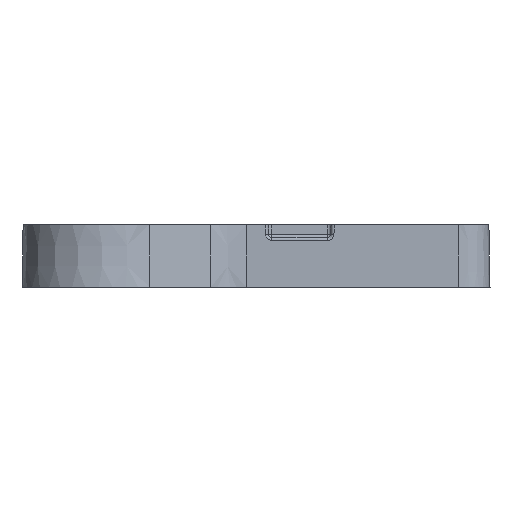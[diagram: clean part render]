
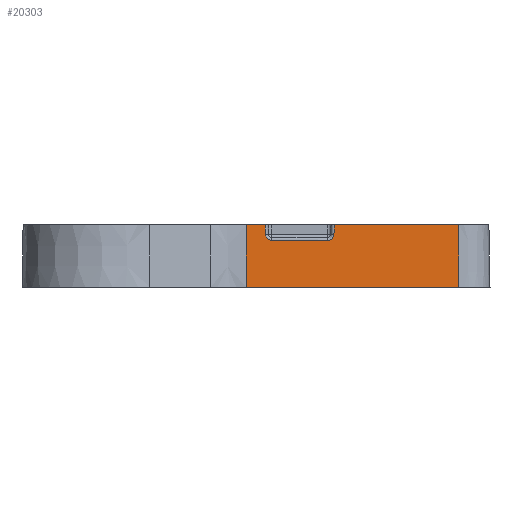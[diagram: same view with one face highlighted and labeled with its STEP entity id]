
A CAD part, front view. The second image highlights one B-rep face of the part: STEP entity #20303.
In plain terms, the highlighted planar face has unit normal (0, -1, 0.018).
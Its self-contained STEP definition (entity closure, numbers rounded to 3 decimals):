
#6296 = DIRECTION ( 'NONE',  ( -0.017, -0.017, -1. ) ) ;
#6297 = VECTOR ( 'NONE', #6296, 1000. ) ;
#6298 = CARTESIAN_POINT ( 'NONE',  ( 58.881, -165.46, 8. ) ) ;
#6299 = LINE ( 'NONE', #6298, #6297 ) ;
#6301 = CARTESIAN_POINT ( 'NONE',  ( 58.881, -165.46, 8. ) ) ;
#6399 = CARTESIAN_POINT ( 'NONE',  ( 58.855, -165.487, 6.491 ) ) ;
#9166 = CARTESIAN_POINT ( 'NONE',  ( 44.808, -165.635, -2. ) ) ;
#9167 = DIRECTION ( 'NONE',  ( 1., 0., 0. ) ) ;
#9168 = VECTOR ( 'NONE', #9167, 1000. ) ;
#9169 = CARTESIAN_POINT ( 'NONE',  ( 81.968, -165.635, -2. ) ) ;
#9173 = LINE ( 'NONE', #9169, #9168 ) ;
#9193 = CARTESIAN_POINT ( 'NONE',  ( 78.846, -165.635, -2. ) ) ;
#19300 = VERTEX_POINT ( 'NONE', #33695 ) ;
#19421 = VERTEX_POINT ( 'NONE', #34036 ) ;
#19425 = EDGE_CURVE ( 'NONE', #19556, #19421, #34070, .T. ) ;
#19462 = EDGE_CURVE ( 'NONE', #27906, #19300, #34164, .T. ) ;
#19548 = VERTEX_POINT ( 'NONE', #34379 ) ;
#19551 = EDGE_CURVE ( 'NONE', #19300, #19548, #34377, .T. ) ;
#19556 = VERTEX_POINT ( 'NONE', #34426 ) ;
#19559 = EDGE_CURVE ( 'NONE', #19548, #19556, #34425, .T. ) ;
#20303 = ADVANCED_FACE ( 'NONE', ( #29708 ), #29706, .T. ) ;
#20306 = EDGE_LOOP ( 'NONE', ( #20308, #20484, #20488, #20490, #20492, #20497, #20340, #20342, #20344, #20346 ) ) ;
#20308 = ORIENTED_EDGE ( 'NONE', *, *, #19425, .T. ) ;
#20337 = EDGE_CURVE ( 'NONE', #27885, #20495, #29783, .T. ) ;
#20340 = ORIENTED_EDGE ( 'NONE', *, *, #27890, .T. ) ;
#20342 = ORIENTED_EDGE ( 'NONE', *, *, #19462, .T. ) ;
#20344 = ORIENTED_EDGE ( 'NONE', *, *, #19551, .T. ) ;
#20346 = ORIENTED_EDGE ( 'NONE', *, *, #19559, .T. ) ;
#20393 = EDGE_CURVE ( 'NONE', #20395, #37771, #29938, .T. ) ;
#20395 = VERTEX_POINT ( 'NONE', #29934 ) ;
#20484 = ORIENTED_EDGE ( 'NONE', *, *, #20486, .F. ) ;
#20486 = EDGE_CURVE ( 'NONE', #20395, #19421, #30103, .T. ) ;
#20488 = ORIENTED_EDGE ( 'NONE', *, *, #20393, .T. ) ;
#20490 = ORIENTED_EDGE ( 'NONE', *, *, #37770, .T. ) ;
#20492 = ORIENTED_EDGE ( 'NONE', *, *, #20494, .F. ) ;
#20494 = EDGE_CURVE ( 'NONE', #20495, #37765, #30132, .T. ) ;
#20495 = VERTEX_POINT ( 'NONE', #30128 ) ;
#20497 = ORIENTED_EDGE ( 'NONE', *, *, #20337, .F. ) ;
#27885 = VERTEX_POINT ( 'NONE', #6301 ) ;
#27890 = EDGE_CURVE ( 'NONE', #27885, #27906, #6299, .T. ) ;
#27906 = VERTEX_POINT ( 'NONE', #6399 ) ;
#29702 = DIRECTION ( 'NONE',  ( 0., -0.017, -1. ) ) ;
#29703 = DIRECTION ( 'NONE',  ( 0., -1., 0.017 ) ) ;
#29704 = CARTESIAN_POINT ( 'NONE',  ( 81.968, -165.6, 0. ) ) ;
#29705 = AXIS2_PLACEMENT_3D ( 'NONE', #29704, #29703, #29702 ) ;
#29706 = PLANE ( 'NONE',  #29705 ) ;
#29708 = FACE_OUTER_BOUND ( 'NONE', #20306, .T. ) ;
#29780 = DIRECTION ( 'NONE',  ( 1., 0., 0. ) ) ;
#29781 = VECTOR ( 'NONE', #29780, 1000. ) ;
#29782 = CARTESIAN_POINT ( 'NONE',  ( 0., -165.46, 8. ) ) ;
#29783 = LINE ( 'NONE', #29782, #29781 ) ;
#29934 = CARTESIAN_POINT ( 'NONE',  ( 44.808, -165.46, 8. ) ) ;
#29935 = DIRECTION ( 'NONE',  ( 0., -0.017, -1. ) ) ;
#29936 = VECTOR ( 'NONE', #29935, 1000. ) ;
#29937 = CARTESIAN_POINT ( 'NONE',  ( 44.808, -165.6, 0. ) ) ;
#29938 = LINE ( 'NONE', #29937, #29936 ) ;
#30094 = DIRECTION ( 'NONE',  ( 1., 0., 0. ) ) ;
#30095 = VECTOR ( 'NONE', #30094, 1000. ) ;
#30096 = CARTESIAN_POINT ( 'NONE',  ( 0., -165.46, 8. ) ) ;
#30103 = LINE ( 'NONE', #30096, #30095 ) ;
#30128 = CARTESIAN_POINT ( 'NONE',  ( 78.846, -165.46, 8. ) ) ;
#30129 = DIRECTION ( 'NONE',  ( 0., -0.017, -1. ) ) ;
#30130 = VECTOR ( 'NONE', #30129, 1000. ) ;
#30131 = CARTESIAN_POINT ( 'NONE',  ( 78.846, -8875.677, -499000. ) ) ;
#30132 = LINE ( 'NONE', #30131, #30130 ) ;
#33695 = CARTESIAN_POINT ( 'NONE',  ( 57.855, -165.504, 5.509 ) ) ;
#34036 = CARTESIAN_POINT ( 'NONE',  ( 47.811, -165.46, 8. ) ) ;
#34067 = DIRECTION ( 'NONE',  ( -0.017, 0.017, 1. ) ) ;
#34068 = VECTOR ( 'NONE', #34067, 1000. ) ;
#34069 = CARTESIAN_POINT ( 'NONE',  ( 47.838, -165.487, 6.491 ) ) ;
#34070 = LINE ( 'NONE', #34069, #34068 ) ;
#34144 = CARTESIAN_POINT ( 'NONE',  ( 57.855, -165.504, 5.509 ) ) ;
#34145 = CARTESIAN_POINT ( 'NONE',  ( 57.995, -165.504, 5.511 ) ) ;
#34146 = CARTESIAN_POINT ( 'NONE',  ( 58.123, -165.503, 5.537 ) ) ;
#34147 = CARTESIAN_POINT ( 'NONE',  ( 58.294, -165.502, 5.61 ) ) ;
#34148 = CARTESIAN_POINT ( 'NONE',  ( 58.351, -165.502, 5.64 ) ) ;
#34149 = CARTESIAN_POINT ( 'NONE',  ( 58.453, -165.5, 5.706 ) ) ;
#34150 = CARTESIAN_POINT ( 'NONE',  ( 58.5, -165.5, 5.744 ) ) ;
#34151 = CARTESIAN_POINT ( 'NONE',  ( 58.565, -165.499, 5.805 ) ) ;
#34152 = CARTESIAN_POINT ( 'NONE',  ( 58.588, -165.498, 5.829 ) ) ;
#34153 = CARTESIAN_POINT ( 'NONE',  ( 58.629, -165.497, 5.877 ) ) ;
#34154 = CARTESIAN_POINT ( 'NONE',  ( 58.688, -165.496, 5.952 ) ) ;
#34155 = CARTESIAN_POINT ( 'NONE',  ( 58.737, -165.495, 6.038 ) ) ;
#34156 = CARTESIAN_POINT ( 'NONE',  ( 58.781, -165.493, 6.131 ) ) ;
#34157 = CARTESIAN_POINT ( 'NONE',  ( 58.793, -165.492, 6.161 ) ) ;
#34158 = CARTESIAN_POINT ( 'NONE',  ( 58.815, -165.491, 6.223 ) ) ;
#34159 = CARTESIAN_POINT ( 'NONE',  ( 58.842, -165.49, 6.319 ) ) ;
#34160 = CARTESIAN_POINT ( 'NONE',  ( 58.854, -165.488, 6.421 ) ) ;
#34161 = CARTESIAN_POINT ( 'NONE',  ( 58.855, -165.487, 6.491 ) ) ;
#34164 = B_SPLINE_CURVE_WITH_KNOTS ( 'NONE', 3,
 ( #34161, #34160, #34159, #34158, #34157, #34156, #34155, #34154, #34153, #34152, #34151, #34150, #34149, #34148, #34147, #34146, #34145, #34144 ),
 .UNSPECIFIED., .F., .F.,
 ( 4, 1, 2, 2, 1, 2, 2, 2, 2, 4 ),
 ( 0., 0.125, 0.188, 0.25, 0.375, 0.438, 0.5, 0.625, 0.75, 1. ),
 .UNSPECIFIED. ) ;
#34374 = DIRECTION ( 'NONE',  ( -1., 0., 0. ) ) ;
#34375 = VECTOR ( 'NONE', #34374, 1000. ) ;
#34376 = CARTESIAN_POINT ( 'NONE',  ( 81.968, -165.504, 5.509 ) ) ;
#34377 = LINE ( 'NONE', #34376, #34375 ) ;
#34379 = CARTESIAN_POINT ( 'NONE',  ( 48.837, -165.504, 5.509 ) ) ;
#34408 = CARTESIAN_POINT ( 'NONE',  ( 47.838, -165.487, 6.491 ) ) ;
#34409 = CARTESIAN_POINT ( 'NONE',  ( 47.841, -165.489, 6.358 ) ) ;
#34410 = CARTESIAN_POINT ( 'NONE',  ( 47.868, -165.491, 6.233 ) ) ;
#34411 = CARTESIAN_POINT ( 'NONE',  ( 47.931, -165.494, 6.089 ) ) ;
#34412 = CARTESIAN_POINT ( 'NONE',  ( 47.946, -165.494, 6.058 ) ) ;
#34413 = CARTESIAN_POINT ( 'NONE',  ( 47.978, -165.495, 6.001 ) ) ;
#34414 = CARTESIAN_POINT ( 'NONE',  ( 48.029, -165.497, 5.918 ) ) ;
#34415 = CARTESIAN_POINT ( 'NONE',  ( 48.092, -165.498, 5.843 ) ) ;
#34416 = CARTESIAN_POINT ( 'NONE',  ( 48.233, -165.5, 5.705 ) ) ;
#34417 = CARTESIAN_POINT ( 'NONE',  ( 48.342, -165.502, 5.633 ) ) ;
#34418 = CARTESIAN_POINT ( 'NONE',  ( 48.494, -165.503, 5.57 ) ) ;
#34419 = CARTESIAN_POINT ( 'NONE',  ( 48.522, -165.503, 5.56 ) ) ;
#34420 = CARTESIAN_POINT ( 'NONE',  ( 48.583, -165.503, 5.542 ) ) ;
#34421 = CARTESIAN_POINT ( 'NONE',  ( 48.674, -165.504, 5.519 ) ) ;
#34422 = CARTESIAN_POINT ( 'NONE',  ( 48.771, -165.504, 5.509 ) ) ;
#34423 = CARTESIAN_POINT ( 'NONE',  ( 48.837, -165.504, 5.509 ) ) ;
#34425 = B_SPLINE_CURVE_WITH_KNOTS ( 'NONE', 3,
 ( #34423, #34422, #34421, #34420, #34419, #34418, #34417, #34416, #34415, #34414, #34413, #34412, #34411, #34410, #34409, #34408 ),
 .UNSPECIFIED., .F., .F.,
 ( 4, 1, 2, 2, 2, 1, 2, 2, 4 ),
 ( 0., 0.125, 0.187, 0.25, 0.5, 0.625, 0.687, 0.75, 1. ),
 .UNSPECIFIED. ) ;
#34426 = CARTESIAN_POINT ( 'NONE',  ( 47.838, -165.487, 6.491 ) ) ;
#37765 = VERTEX_POINT ( 'NONE', #9193 ) ;
#37770 = EDGE_CURVE ( 'NONE', #37771, #37765, #9173, .T. ) ;
#37771 = VERTEX_POINT ( 'NONE', #9166 ) ;
